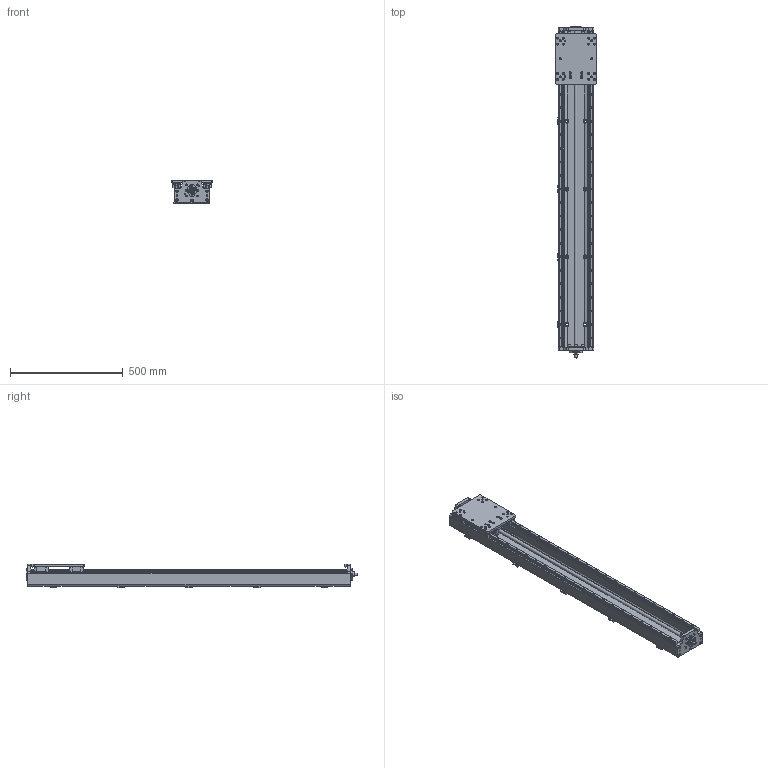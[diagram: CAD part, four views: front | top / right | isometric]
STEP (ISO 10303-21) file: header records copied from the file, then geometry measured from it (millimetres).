
FILE_DESCRIPTION((''),'2;1');
FILE_NAME('KK-HD-180-15-16XX-1400.stp','2009-03-21T10:33:21',('kurt'),(''),'Autodesk Inventor 2008','Autodesk Inventor 2008','');
FILE_SCHEMA(('AUTOMOTIVE_DESIGN { 1 0 10303 214 1 1 1 1 }'));
Length unit declared in the file: millimetre
Products named in the file (1): Part63
Bounding box: 180 x 1470.5 x 105 mm (x, y, z)
Volume: 8257659.6 mm3; surface area: 1133309.2 mm2
Topology: 1 solids, 19 shells, 2696 faces, 7281 edges, 4819 vertices
Faces by surface type: plane 1626, cylinder 481, bspline 435, cone 138, torus 16
Full cylindrical faces by diameter (mm): 2.459 x4, 3 x5, 3.242 x54, 3.5 x4, 3.6 x1, 4 x18, 4.134 x10, 4.5 x70, 4.917 x11, 5.5 x14, 6 x12, 6.6 x14, 7.5 x46, 8 x28, 8.376 x6, 9.5 x4, 9.6 x1, 10 x8, 10.106 x10, 11 x18, 12 x1, 15 x1, 15.12 x4, 15.36 x2, 16 x3, 17 x1, 18 x10, 20.88 x4, 24 x2, 26 x2
Entity records: 91375 total; most frequent: CARTESIAN_POINT 25703, ORIENTED_EDGE 13202, DIRECTION 11314, EDGE_CURVE 6601, VERTEX_POINT 4637, VECTOR 4572, LINE 4572, EDGE_LOOP 3584
